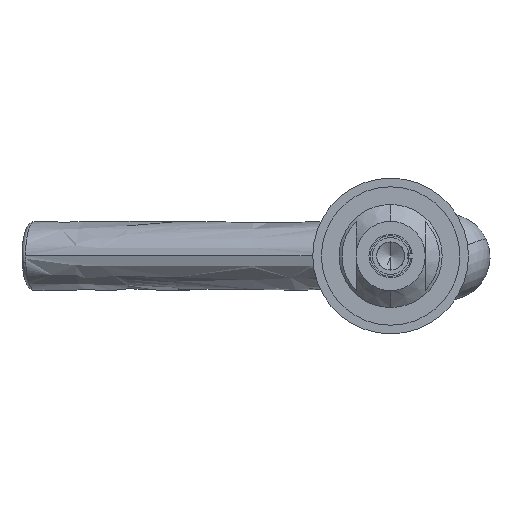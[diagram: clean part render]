
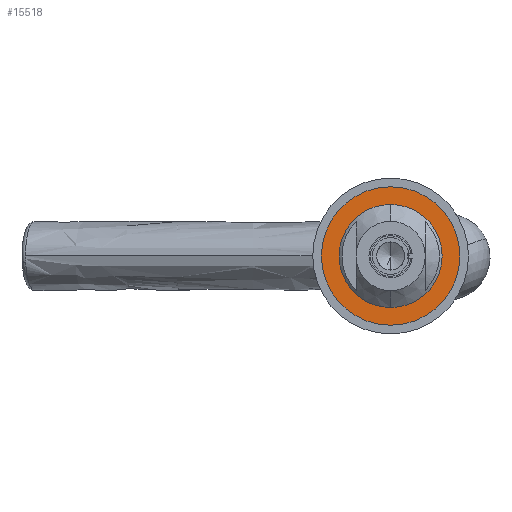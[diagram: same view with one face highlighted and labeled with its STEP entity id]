
A CAD part, left-side view. The second image highlights one B-rep face of the part: STEP entity #15518.
In plain terms, the highlighted planar face has unit normal (-1, 0, 0).
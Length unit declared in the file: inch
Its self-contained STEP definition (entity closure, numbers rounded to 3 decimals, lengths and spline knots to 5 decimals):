
#403 = VERTEX_POINT ( 'NONE', #4870 ) ;
#1135 = DIRECTION ( 'NONE',  ( 0., 0., -1. ) ) ;
#1336 = CIRCLE ( 'NONE', #9850, 1. ) ;
#2050 = CIRCLE ( 'NONE', #14891, 1. ) ;
#2159 = CARTESIAN_POINT ( 'NONE',  ( -4.28, 0., 0.745 ) ) ;
#2250 = CARTESIAN_POINT ( 'NONE',  ( -4.28, 0., -0.745 ) ) ;
#2468 = CIRCLE ( 'NONE', #13208, 0.745 ) ;
#2644 = EDGE_CURVE ( 'NONE', #403, #2896, #2050, .T. ) ;
#2807 = ORIENTED_EDGE ( 'NONE', *, *, #2644, .F. ) ;
#2896 = VERTEX_POINT ( 'NONE', #10215 ) ;
#3620 = CIRCLE ( 'NONE', #4695, 0.745 ) ;
#3900 = ORIENTED_EDGE ( 'NONE', *, *, #4246, .T. ) ;
#4246 = EDGE_CURVE ( 'NONE', #8627, #7018, #3620, .T. ) ;
#4407 = DIRECTION ( 'NONE',  ( 0., 0., -1. ) ) ;
#4695 = AXIS2_PLACEMENT_3D ( 'NONE', #4997, #11434, #9095 ) ;
#4870 = CARTESIAN_POINT ( 'NONE',  ( -4.28, 0., -1. ) ) ;
#4997 = CARTESIAN_POINT ( 'NONE',  ( -4.28, 0., 0. ) ) ;
#5164 = ORIENTED_EDGE ( 'NONE', *, *, #13582, .F. ) ;
#6495 = ORIENTED_EDGE ( 'NONE', *, *, #11420, .T. ) ;
#6694 = CARTESIAN_POINT ( 'NONE',  ( -4.28, -1., 0. ) ) ;
#6939 = DIRECTION ( 'NONE',  ( 1., 0., 0. ) ) ;
#7018 = VERTEX_POINT ( 'NONE', #2250 ) ;
#7784 = AXIS2_PLACEMENT_3D ( 'NONE', #6694, #6939, #4407 ) ;
#8486 = DIRECTION ( 'NONE',  ( 1., 0., 0. ) ) ;
#8627 = VERTEX_POINT ( 'NONE', #2159 ) ;
#8836 = CARTESIAN_POINT ( 'NONE',  ( -4.28, 0., 0. ) ) ;
#9095 = DIRECTION ( 'NONE',  ( 0., 0., -1. ) ) ;
#9312 = DIRECTION ( 'NONE',  ( 1., 0., 0. ) ) ;
#9850 = AXIS2_PLACEMENT_3D ( 'NONE', #8836, #15294, #11337 ) ;
#10197 = PLANE ( 'NONE',  #7784 ) ;
#10215 = CARTESIAN_POINT ( 'NONE',  ( -4.28, 0., 1. ) ) ;
#10270 = FACE_OUTER_BOUND ( 'NONE', #13600, .T. ) ;
#11337 = DIRECTION ( 'NONE',  ( 0., 0., -1. ) ) ;
#11420 = EDGE_CURVE ( 'NONE', #7018, #8627, #2468, .T. ) ;
#11434 = DIRECTION ( 'NONE',  ( 1., 0., 0. ) ) ;
#11699 = EDGE_LOOP ( 'NONE', ( #6495, #3900 ) ) ;
#12288 = CARTESIAN_POINT ( 'NONE',  ( -4.28, 0., 0. ) ) ;
#13208 = AXIS2_PLACEMENT_3D ( 'NONE', #12288, #8486, #1135 ) ;
#13582 = EDGE_CURVE ( 'NONE', #2896, #403, #1336, .T. ) ;
#13600 = EDGE_LOOP ( 'NONE', ( #2807, #5164 ) ) ;
#14453 = DIRECTION ( 'NONE',  ( 0., 0., -1. ) ) ;
#14891 = AXIS2_PLACEMENT_3D ( 'NONE', #15670, #9312, #14453 ) ;
#15294 = DIRECTION ( 'NONE',  ( 1., 0., 0. ) ) ;
#15390 = FACE_BOUND ( 'NONE', #11699, .T. ) ;
#15518 = ADVANCED_FACE ( 'NONE', ( #10270, #15390 ), #10197, .F. ) ;
#15670 = CARTESIAN_POINT ( 'NONE',  ( -4.28, 0., 0. ) ) ;
